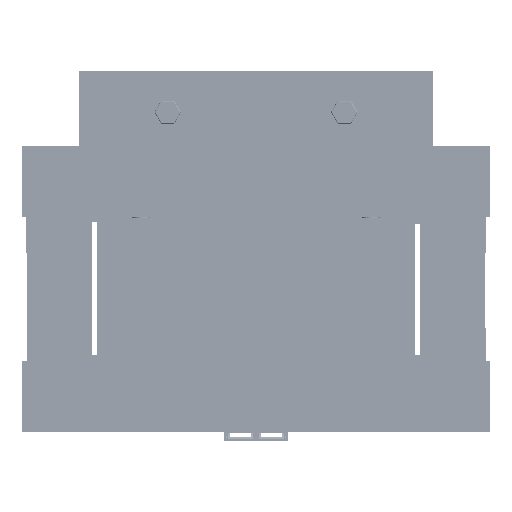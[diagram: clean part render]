
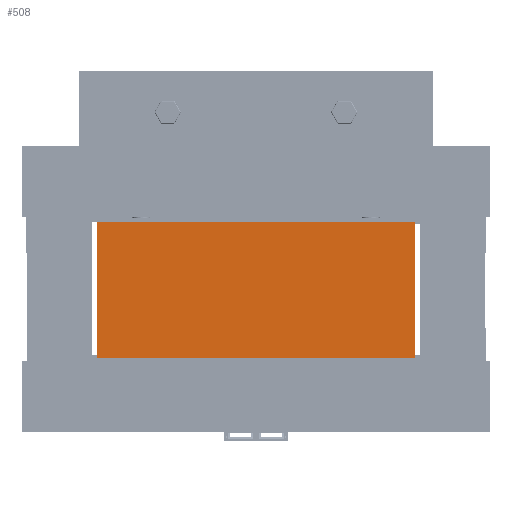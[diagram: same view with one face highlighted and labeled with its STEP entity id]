
A CAD part, front view. The second image highlights one B-rep face of the part: STEP entity #508.
In plain terms, the highlighted planar face has unit normal (0, 1, 0).
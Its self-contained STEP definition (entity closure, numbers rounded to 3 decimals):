
#175=DIRECTION('',(0.,0.,1.));
#176=VECTOR('',#175,77.);
#177=CARTESIAN_POINT('',(-90.,-110.,0.));
#178=LINE('',#177,#176);
#182=DIRECTION('',(1.,0.,0.));
#183=VECTOR('',#182,180.);
#184=CARTESIAN_POINT('',(-90.,-110.,0.));
#185=LINE('',#184,#183);
#189=DIRECTION('',(0.,0.,1.));
#190=VECTOR('',#189,77.);
#191=CARTESIAN_POINT('',(90.,-110.,0.));
#192=LINE('',#191,#190);
#252=DIRECTION('',(1.,0.,0.));
#253=VECTOR('',#252,180.);
#254=CARTESIAN_POINT('',(-90.,-110.,77.));
#255=LINE('',#254,#253);
#330=CARTESIAN_POINT('',(90.,-110.,0.));
#331=VERTEX_POINT('',#330);
#332=CARTESIAN_POINT('',(-90.,-110.,0.));
#333=VERTEX_POINT('',#332);
#354=CARTESIAN_POINT('',(90.,-110.,77.));
#355=VERTEX_POINT('',#354);
#356=CARTESIAN_POINT('',(-90.,-110.,77.));
#357=VERTEX_POINT('',#356);
#495=CARTESIAN_POINT('',(0.,-110.,38.5));
#496=DIRECTION('',(0.,1.,0.));
#497=DIRECTION('',(1.,0.,0.));
#498=AXIS2_PLACEMENT_3D('',#495,#496,#497);
#499=PLANE('',#498);
#500=ORIENTED_EDGE('',*,*,#383,.T.);
#502=ORIENTED_EDGE('',*,*,#501,.T.);
#504=ORIENTED_EDGE('',*,*,#503,.F.);
#505=ORIENTED_EDGE('',*,*,#487,.F.);
#506=EDGE_LOOP('',(#500,#502,#504,#505));
#507=FACE_OUTER_BOUND('',#506,.F.);
#508=ADVANCED_FACE('',(#507),#499,.T.);
#383=EDGE_CURVE('',#333,#331,#185,.T.);
#487=EDGE_CURVE('',#333,#357,#178,.T.);
#501=EDGE_CURVE('',#331,#355,#192,.T.);
#503=EDGE_CURVE('',#357,#355,#255,.T.);
